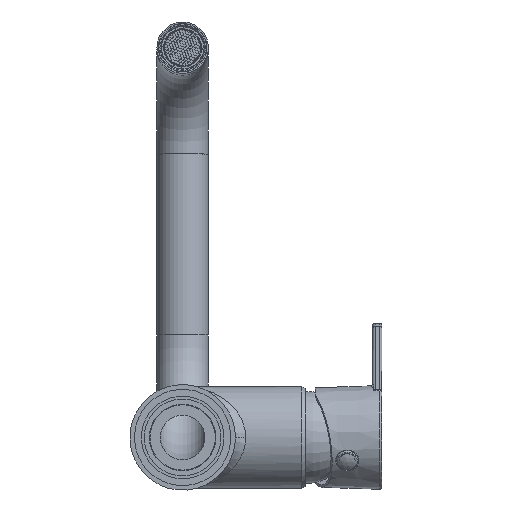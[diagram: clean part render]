
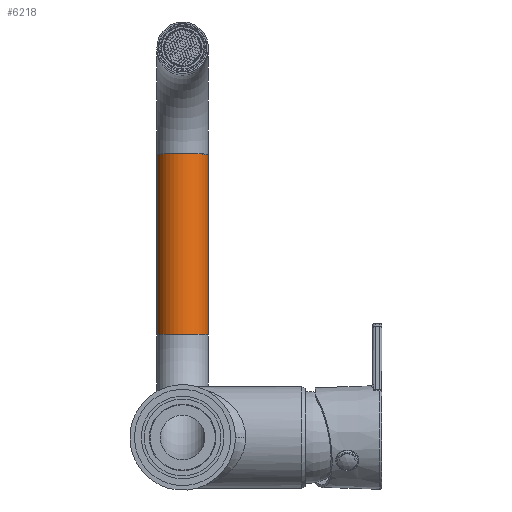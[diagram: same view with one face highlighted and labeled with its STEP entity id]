
A CAD part, front view. The second image highlights one B-rep face of the part: STEP entity #6218.
In plain terms, the highlighted cylindrical face has radius 11.2 mm (diameter 22.4 mm), a full revolution.
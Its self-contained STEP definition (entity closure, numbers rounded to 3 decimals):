
#2804 = CARTESIAN_POINT ( 'NONE',  ( 0., 273.232, 44.684 ) ) ;
#3515 = DIRECTION ( 'NONE',  ( 0., 0.035, 0.999 ) ) ;
#6207 = VERTEX_POINT ( 'NONE', #15852 ) ;
#6218 = ADVANCED_FACE ( 'NONE', ( #7341, #22615 ), #41837, .T. ) ;
#7341 = FACE_OUTER_BOUND ( 'NONE', #41268, .T. ) ;
#7591 = ORIENTED_EDGE ( 'NONE', *, *, #17406, .T. ) ;
#9257 = EDGE_LOOP ( 'NONE', ( #12797 ) ) ;
#12797 = ORIENTED_EDGE ( 'NONE', *, *, #33585, .F. ) ;
#14839 = VERTEX_POINT ( 'NONE', #37864 ) ;
#15852 = CARTESIAN_POINT ( 'NONE',  ( 0., 262.039, 45.075 ) ) ;
#17406 = EDGE_CURVE ( 'NONE', #14839, #14839, #39712, .T. ) ;
#21955 = DIRECTION ( 'NONE',  ( 0., -0.035, -0.999 ) ) ;
#22615 = FACE_OUTER_BOUND ( 'NONE', #9257, .T. ) ;
#25807 = DIRECTION ( 'NONE',  ( 0., -0.999, 0.035 ) ) ;
#28357 = CARTESIAN_POINT ( 'NONE',  ( 0., 273.232, 44.684 ) ) ;
#29087 = DIRECTION ( 'NONE',  ( 0., 0.999, -0.035 ) ) ;
#32427 = AXIS2_PLACEMENT_3D ( 'NONE', #2804, #21955, #25807 ) ;
#33585 = EDGE_CURVE ( 'NONE', #6207, #6207, #34772, .T. ) ;
#34772 = CIRCLE ( 'NONE', #32427, 11.2 ) ;
#36513 = DIRECTION ( 'NONE',  ( 0., -0.035, -0.999 ) ) ;
#37080 = AXIS2_PLACEMENT_3D ( 'NONE', #28357, #3515, #29087 ) ;
#37595 = AXIS2_PLACEMENT_3D ( 'NONE', #40027, #36513, #37623 ) ;
#37623 = DIRECTION ( 'NONE',  ( 0., -0.999, 0.035 ) ) ;
#37864 = CARTESIAN_POINT ( 'NONE',  ( 0., 264.788, 123.792 ) ) ;
#39712 = CIRCLE ( 'NONE', #37595, 11.2 ) ;
#40027 = CARTESIAN_POINT ( 'NONE',  ( 0., 275.981, 123.401 ) ) ;
#41268 = EDGE_LOOP ( 'NONE', ( #7591 ) ) ;
#41837 = CYLINDRICAL_SURFACE ( 'NONE', #37080, 11.2 ) ;
